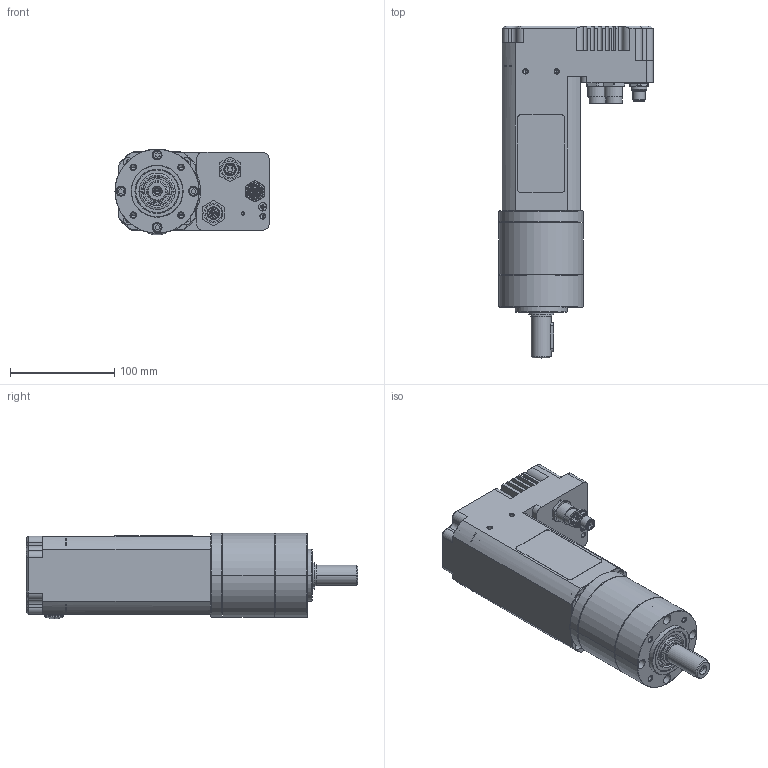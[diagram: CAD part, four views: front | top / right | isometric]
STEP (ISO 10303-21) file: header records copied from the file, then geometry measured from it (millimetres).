
FILE_DESCRIPTION((''),'2;1');
FILE_NAME('8037E002','2019-09-19T',('ALEBLI1'),('CROUZET-AUTOMATISMES'),'CREO PARAMETRIC BY PTC INC, 2017170','CREO PARAMETRIC BY PTC INC, 2017170','');
FILE_SCHEMA(('AP203_CONFIGURATION_CONTROLLED_3D_DESIGN_OF_MECHANICAL_PARTS_AND_ASSEMBLIES_MIM_LF { 1 0 10303 403 2 1 2 }'));
Products named in the file (1): 8037E002
Bounding box: 148 x 318.85 x 82.49 mm (x, y, z)
Volume: 809555.9 mm3; surface area: 275853.9 mm2
Topology: 7 solids, 18 shells, 2227 faces, 5637 edges, 3608 vertices
Faces by surface type: cylinder 927, plane 811, cone 339, torus 60, extrusion 40, bspline 36, sphere 14
Entity records: 82714 total; most frequent: CARTESIAN_POINT 15945, DIRECTION 12163, ORIENTED_EDGE 11186, EDGE_CURVE 5593, AXIS2_PLACEMENT_3D 4707, VERTEX_POINT 3606, VECTOR 2746, LINE 2706
